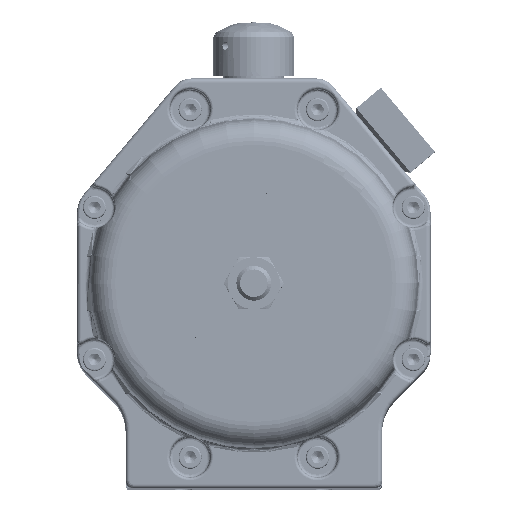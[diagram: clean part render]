
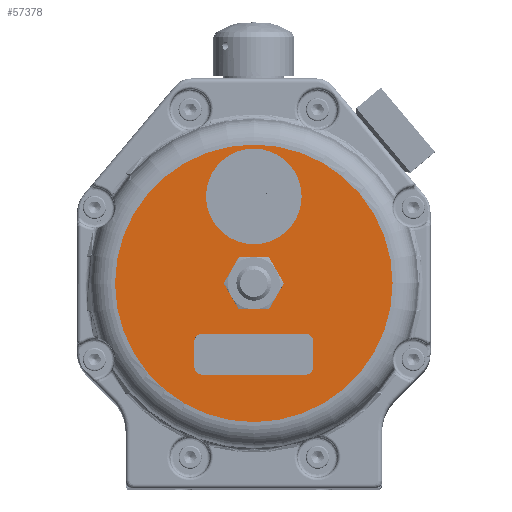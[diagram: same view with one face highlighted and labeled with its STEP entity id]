
A CAD part, top view. The second image highlights one B-rep face of the part: STEP entity #57378.
In plain terms, the highlighted planar face has unit normal (0, 0, 1).
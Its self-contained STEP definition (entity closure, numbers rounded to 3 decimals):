
#3257=LINE('',#115123,#5922);
#3541=LINE('',#116720,#6206);
#3545=LINE('',#116732,#6210);
#3547=LINE('',#116740,#6212);
#5922=VECTOR('',#75851,10.);
#6206=VECTOR('',#76357,10.);
#6210=VECTOR('',#76369,10.);
#6212=VECTOR('',#76379,10.);
#9613=PLANE('',#63478);
#11302=FACE_BOUND('',#18841,.T.);
#11303=FACE_BOUND('',#18842,.T.);
#11304=FACE_BOUND('',#18843,.T.);
#14625=FACE_OUTER_BOUND('',#18840,.T.);
#18840=EDGE_LOOP('',(#49081));
#18841=EDGE_LOOP('',(#49082,#49083,#49084,#49085,#49086,#49087));
#18842=EDGE_LOOP('',(#49088));
#18843=EDGE_LOOP('',(#49089,#49090,#49091,#49092,#49093,#49094,#49095,#49096));
#20127=CIRCLE('',#59332,18.);
#20128=CIRCLE('',#59334,18.);
#20129=CIRCLE('',#59336,18.);
#20130=CIRCLE('',#59338,18.);
#20131=CIRCLE('',#59340,18.);
#20132=CIRCLE('',#59342,18.);
#21806=CIRCLE('',#62705,33.);
#21816=CIRCLE('',#62811,5.);
#21818=CIRCLE('',#62815,5.);
#21820=CIRCLE('',#62819,5.);
#21822=CIRCLE('',#62824,5.);
#22194=CIRCLE('',#63417,95.798);
#23793=VERTEX_POINT('',#89517);
#23794=VERTEX_POINT('',#89521);
#23796=VERTEX_POINT('',#89528);
#23798=VERTEX_POINT('',#89538);
#23800=VERTEX_POINT('',#89551);
#23802=VERTEX_POINT('',#89561);
#26359=VERTEX_POINT('',#115117);
#26361=VERTEX_POINT('',#115121);
#26368=VERTEX_POINT('',#115145);
#26628=VERTEX_POINT('',#116710);
#26629=VERTEX_POINT('',#116712);
#26631=VERTEX_POINT('',#116717);
#26633=VERTEX_POINT('',#116724);
#26635=VERTEX_POINT('',#116729);
#26636=VERTEX_POINT('',#116737);
#27018=VERTEX_POINT('',#123270);
#29296=EDGE_CURVE('',#23793,#23794,#20127,.T.);
#29299=EDGE_CURVE('',#23796,#23793,#20128,.T.);
#29302=EDGE_CURVE('',#23798,#23796,#20129,.T.);
#29304=EDGE_CURVE('',#23800,#23798,#20130,.T.);
#29307=EDGE_CURVE('',#23802,#23800,#20131,.T.);
#29310=EDGE_CURVE('',#23794,#23802,#20132,.T.);
#33366=EDGE_CURVE('',#26359,#26361,#3257,.T.);
#33373=EDGE_CURVE('',#26368,#26368,#21806,.T.);
#33767=EDGE_CURVE('',#26628,#26629,#21816,.T.);
#33771=EDGE_CURVE('',#26631,#26629,#3541,.T.);
#33773=EDGE_CURVE('',#26631,#26633,#21818,.T.);
#33777=EDGE_CURVE('',#26635,#26633,#3545,.T.);
#33779=EDGE_CURVE('',#26635,#26361,#21820,.T.);
#33781=EDGE_CURVE('',#26628,#26636,#3547,.T.);
#33784=EDGE_CURVE('',#26359,#26636,#21822,.T.);
#34465=EDGE_CURVE('',#27018,#27018,#22194,.T.);
#49081=ORIENTED_EDGE('',*,*,#34465,.F.);
#49082=ORIENTED_EDGE('',*,*,#29296,.T.);
#49083=ORIENTED_EDGE('',*,*,#29310,.T.);
#49084=ORIENTED_EDGE('',*,*,#29307,.T.);
#49085=ORIENTED_EDGE('',*,*,#29304,.T.);
#49086=ORIENTED_EDGE('',*,*,#29302,.T.);
#49087=ORIENTED_EDGE('',*,*,#29299,.T.);
#49088=ORIENTED_EDGE('',*,*,#33373,.T.);
#49089=ORIENTED_EDGE('',*,*,#33771,.T.);
#49090=ORIENTED_EDGE('',*,*,#33767,.F.);
#49091=ORIENTED_EDGE('',*,*,#33781,.T.);
#49092=ORIENTED_EDGE('',*,*,#33784,.F.);
#49093=ORIENTED_EDGE('',*,*,#33366,.T.);
#49094=ORIENTED_EDGE('',*,*,#33779,.F.);
#49095=ORIENTED_EDGE('',*,*,#33777,.T.);
#49096=ORIENTED_EDGE('',*,*,#33773,.F.);
#57378=ADVANCED_FACE('',(#14625,#11302,#11303,#11304),#9613,.F.);
#59332=AXIS2_PLACEMENT_3D('',#89525,#67913,#67914);
#59334=AXIS2_PLACEMENT_3D('',#89535,#67917,#67918);
#59336=AXIS2_PLACEMENT_3D('',#89545,#67921,#67922);
#59338=AXIS2_PLACEMENT_3D('',#89552,#67925,#67926);
#59340=AXIS2_PLACEMENT_3D('',#89562,#67929,#67930);
#59342=AXIS2_PLACEMENT_3D('',#89571,#67933,#67934);
#62705=AXIS2_PLACEMENT_3D('',#115146,#75861,#75862);
#62811=AXIS2_PLACEMENT_3D('',#116713,#76350,#76351);
#62815=AXIS2_PLACEMENT_3D('',#116725,#76362,#76363);
#62819=AXIS2_PLACEMENT_3D('',#116735,#76374,#76375);
#62824=AXIS2_PLACEMENT_3D('',#116745,#76387,#76388);
#63417=AXIS2_PLACEMENT_3D('',#123271,#77662,#77663);
#63478=AXIS2_PLACEMENT_3D('',#123912,#77787,#77788);
#67913=DIRECTION('center_axis',(0.,0.,
-1.));
#67914=DIRECTION('ref_axis',(0.,-1.,0.));
#67917=DIRECTION('center_axis',(0.,0.,
-1.));
#67918=DIRECTION('ref_axis',(0.,-1.,0.));
#67921=DIRECTION('center_axis',(0.,0.,
-1.));
#67922=DIRECTION('ref_axis',(0.,-1.,0.));
#67925=DIRECTION('center_axis',(0.,0.,
-1.));
#67926=DIRECTION('ref_axis',(0.,-1.,0.));
#67929=DIRECTION('center_axis',(0.,0.,
-1.));
#67930=DIRECTION('ref_axis',(0.,-1.,0.));
#67933=DIRECTION('center_axis',(0.,0.,
-1.));
#67934=DIRECTION('ref_axis',(0.,-1.,0.));
#75851=DIRECTION('',(0.,-1.,0.));
#75861=DIRECTION('center_axis',(0.,0.,
-1.));
#75862=DIRECTION('ref_axis',(-1.,0.,0.));
#76350=DIRECTION('center_axis',(0.,0.,
1.));
#76351=DIRECTION('ref_axis',(-0.707,0.707,0.));
#76357=DIRECTION('',(0.,1.,0.));
#76362=DIRECTION('center_axis',(0.,0.,
1.));
#76363=DIRECTION('ref_axis',(-0.707,-0.707,0.));
#76369=DIRECTION('',(-1.,0.,0.));
#76374=DIRECTION('center_axis',(0.,0.,
1.));
#76375=DIRECTION('ref_axis',(0.707,-0.707,0.));
#76379=DIRECTION('',(1.,0.,0.));
#76387=DIRECTION('center_axis',(0.,0.,
1.));
#76388=DIRECTION('ref_axis',(0.707,0.707,0.));
#77662=DIRECTION('center_axis',(0.,0.,
-1.));
#77663=DIRECTION('ref_axis',(-1.,0.,0.));
#77787=DIRECTION('center_axis',(0.,0.,
-1.));
#77788=DIRECTION('ref_axis',(-1.,0.,0.));
#89517=CARTESIAN_POINT('',(15.588,9.,352.));
#89521=CARTESIAN_POINT('',(15.588,-9.,352.));
#89525=CARTESIAN_POINT('Origin',(0.,0.,
352.));
#89528=CARTESIAN_POINT('',(0.,18.,352.));
#89535=CARTESIAN_POINT('Origin',(0.,0.,
352.));
#89538=CARTESIAN_POINT('',(-15.588,9.,352.));
#89545=CARTESIAN_POINT('Origin',(0.,0.,
352.));
#89551=CARTESIAN_POINT('',(-15.588,-9.,352.));
#89552=CARTESIAN_POINT('Origin',(0.,0.,
352.));
#89561=CARTESIAN_POINT('',(0.,-18.,352.));
#89562=CARTESIAN_POINT('Origin',(0.,0.,
352.));
#89571=CARTESIAN_POINT('Origin',(0.,0.,
352.));
#115117=CARTESIAN_POINT('',(41.,-40.,352.));
#115121=CARTESIAN_POINT('',(41.,-58.,352.));
#115123=CARTESIAN_POINT('',(41.,-31.5,352.));
#115145=CARTESIAN_POINT('',(33.,60.,352.));
#115146=CARTESIAN_POINT('Origin',(0.,60.,352.));
#116710=CARTESIAN_POINT('',(-36.,-35.,352.));
#116712=CARTESIAN_POINT('',(-41.,-40.,352.));
#116713=CARTESIAN_POINT('Origin',(-36.,-40.,352.));
#116717=CARTESIAN_POINT('',(-41.,-58.,352.));
#116720=CARTESIAN_POINT('',(-41.,-17.5,352.));
#116724=CARTESIAN_POINT('',(-36.,-63.,352.));
#116725=CARTESIAN_POINT('Origin',(-36.,-58.,352.));
#116729=CARTESIAN_POINT('',(36.,-63.,352.));
#116732=CARTESIAN_POINT('',(-20.5,-63.,352.));
#116735=CARTESIAN_POINT('Origin',(36.,-58.,352.));
#116737=CARTESIAN_POINT('',(36.,-35.,352.));
#116740=CARTESIAN_POINT('',(20.5,-35.,352.));
#116745=CARTESIAN_POINT('Origin',(36.,-40.,352.));
#123270=CARTESIAN_POINT('',(95.798,0.,352.));
#123271=CARTESIAN_POINT('Origin',(0.,0.,
352.));
#123912=CARTESIAN_POINT('Origin',(0.,0.,
352.));
